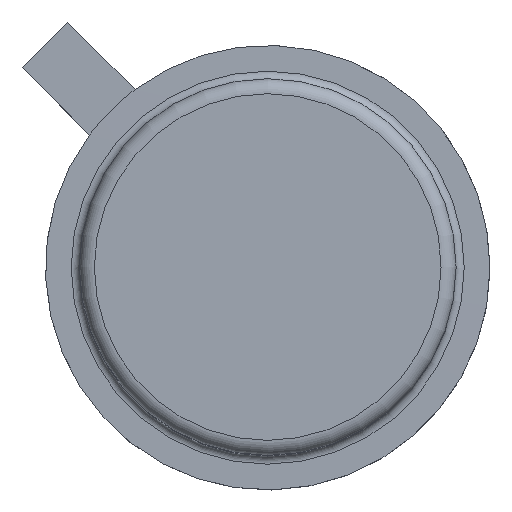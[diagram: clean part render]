
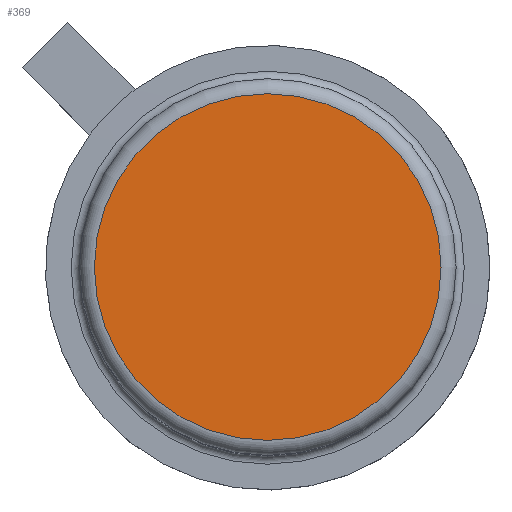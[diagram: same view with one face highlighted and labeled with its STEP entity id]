
A CAD part, top view. The second image highlights one B-rep face of the part: STEP entity #369.
In plain terms, the highlighted planar face has unit normal (0, 0, 1).
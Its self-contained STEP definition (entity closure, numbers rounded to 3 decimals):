
#88=FACE_OUTER_BOUND('',#113,.T.);
#113=EDGE_LOOP('',(#265));
#141=CIRCLE('',#418,2.277);
#164=VERTEX_POINT('',#878);
#200=EDGE_CURVE('',#164,#164,#141,.T.);
#265=ORIENTED_EDGE('',*,*,#200,.T.);
#323=PLANE('',#417);
#369=ADVANCED_FACE('',(#88),#323,.T.);
#417=AXIS2_PLACEMENT_3D('',#877,#491,#492);
#418=AXIS2_PLACEMENT_3D('',#879,#493,#494);
#491=DIRECTION('center_axis',(0.,0.,1.));
#492=DIRECTION('ref_axis',(-1.,0.,0.));
#493=DIRECTION('center_axis',(0.,0.,1.));
#494=DIRECTION('ref_axis',(-1.,0.,0.));
#877=CARTESIAN_POINT('Origin',(0.,2.2,9.33));
#878=CARTESIAN_POINT('',(2.277,2.2,9.33));
#879=CARTESIAN_POINT('Origin',(0.,2.2,9.33));
